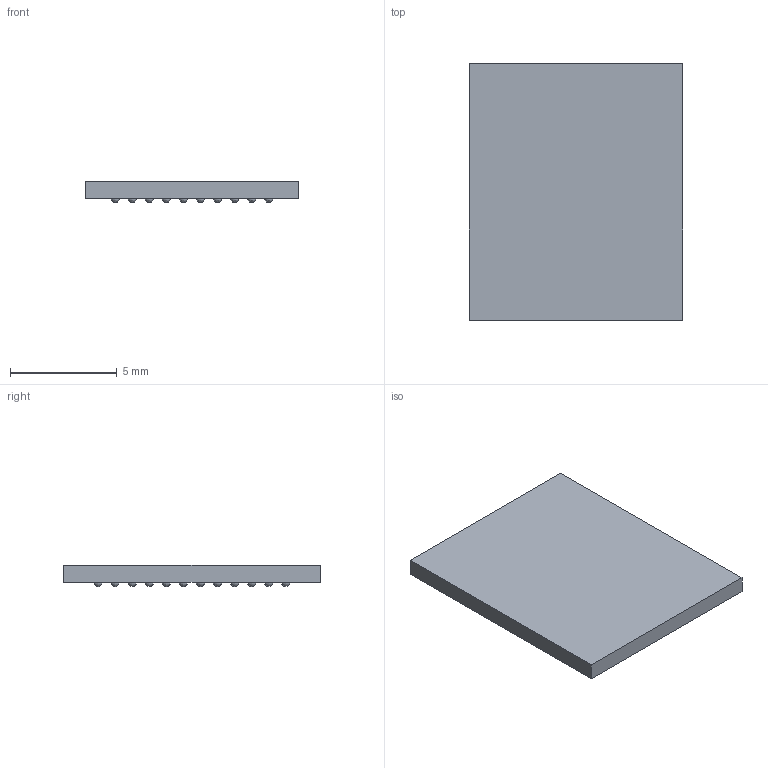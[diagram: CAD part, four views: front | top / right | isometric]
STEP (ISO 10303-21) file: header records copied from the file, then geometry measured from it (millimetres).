
FILE_DESCRIPTION (( 'STEP AP214' ), '1' );
FILE_NAME ('User Library-BGA10x12step0_8.STEP', '2020-08-02T11:19:28', ( '' ), ( '' ), 'SwSTEP 2.0', 'SolidWorks 2020', '' );
FILE_SCHEMA (( 'AUTOMOTIVE_DESIGN' ));
Length unit declared in the file: millimetre
Products named in the file (65): Kugel028; Kugel039; Kugel014; Kugel056; Kugel045; Kugel004; Kugel062; Kugel013; Kugel008; Kugel049; Kugel059; Kugel029; Kugel037; Kugel024; Kugel023; Kugel021; Kugel038; Kugel032; Kugel016; Kugel061; Kugel020; Kugel054; Kugel026; Kugel025; Kugel057; Kugel051; Kugel027; Kugel018; Kugel034; Kugel001; Kugel017; Kugel019; Kugel040; Kugel011; Kugel010; Kugel048; Kugel053; Kugel003; Kugel058; Kugel041 ...
Assembly tree (64 placements, depth 2):
  User Library-BGA10x12step0_8
    Kugel
    Kugel005
    Kugel010
    Pad
    Kugel007
    Kugel003
    Kugel006
    Kugel027
    Kugel004
    Kugel011
    Kugel024
    Kugel019
    Kugel001
    Kugel009
    Kugel025
    Kugel026
    Kugel008
    Kugel059
    Kugel060
    Kugel061
    Kugel062
    Kugel063
    Kugel014
    Kugel016
    Kugel013
    Kugel035
    Kugel036
    Kugel018
    Kugel037
    Kugel012
    Kugel017
    Kugel015
    Kugel023
    Kugel038
    Kugel022
    Kugel021
    Kugel020
    Kugel039
    Kugel051
    Kugel052
    Kugel040
    Kugel042
    Kugel041
    Kugel043
    Kugel044
    Kugel045
    Kugel046
    Kugel047
    Kugel048
    Kugel053
    Kugel054
    Kugel055
    Kugel056
    Kugel057
    Kugel058
    Kugel049
    Kugel050
    Kugel028
    Kugel030
Bounding box: 10 x 12 x 1 mm (x, y, z)
Volume: 98.1 mm3; surface area: 306.9 mm2
Topology: 64 solids, 64 shells, 132 faces, 390 edges, 134 vertices
Faces by surface type: bspline 126, plane 6
Entity records: 8352 total; most frequent: CARTESIAN_POINT 2361, DIRECTION 410, UNCERTAINTY_MEASURE_WITH_UNIT 325, ORIENTED_EDGE 276, MECHANICAL_DESIGN_GEOMETRIC_PRESENTATION_REPRESENTATION 260, SURFACE_SIDE_STYLE 260, PRESENTATION_STYLE_ASSIGNMENT 260, SURFACE_STYLE_FILL_AREA 260
